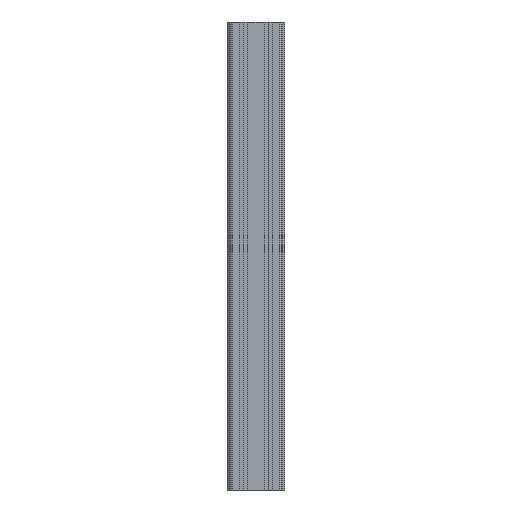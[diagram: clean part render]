
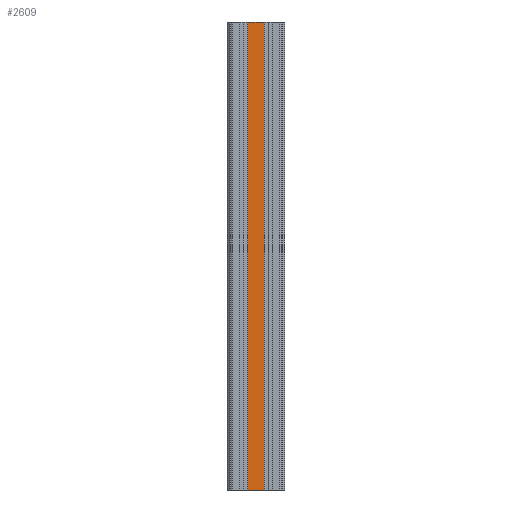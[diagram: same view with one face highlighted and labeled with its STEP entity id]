
A CAD part, left-side view. The second image highlights one B-rep face of the part: STEP entity #2609.
In plain terms, the highlighted planar face has unit normal (-1, 0, 0).
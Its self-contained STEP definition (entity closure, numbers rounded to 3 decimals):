
#229=FACE_OUTER_BOUND('',#363,.T.);
#363=EDGE_LOOP('',(#2194,#2195,#2196,#2197));
#501=LINE('',#3584,#821);
#621=LINE('',#3878,#941);
#727=LINE('',#4107,#1047);
#728=LINE('',#4109,#1048);
#821=VECTOR('',#2895,13.4);
#941=VECTOR('',#3071,13.4);
#1047=VECTOR('',#3311,375.);
#1048=VECTOR('',#3314,375.);
#1150=VERTEX_POINT('',#3581);
#1151=VERTEX_POINT('',#3583);
#1296=VERTEX_POINT('',#3875);
#1297=VERTEX_POINT('',#3877);
#1394=EDGE_CURVE('',#1151,#1150,#501,.T.);
#1540=EDGE_CURVE('',#1296,#1297,#621,.T.);
#1655=EDGE_CURVE('',#1297,#1150,#727,.T.);
#1656=EDGE_CURVE('',#1296,#1151,#728,.T.);
#2194=ORIENTED_EDGE('',*,*,#1655,.F.);
#2195=ORIENTED_EDGE('',*,*,#1540,.F.);
#2196=ORIENTED_EDGE('',*,*,#1656,.T.);
#2197=ORIENTED_EDGE('',*,*,#1394,.T.);
#2496=PLANE('',#2779);
#2609=ADVANCED_FACE('',(#229),#2496,.T.);
#2779=AXIS2_PLACEMENT_3D('',#4108,#3312,#3313);
#2895=DIRECTION('',(0.,-1.,0.));
#3071=DIRECTION('',(0.,-1.,0.));
#3311=DIRECTION('',(0.,0.,-1.));
#3312=DIRECTION('center_axis',(-1.,0.,0.));
#3313=DIRECTION('ref_axis',(0.,0.,1.));
#3314=DIRECTION('',(0.,0.,-1.));
#3581=CARTESIAN_POINT('',(-10.,-6.7,-275.));
#3583=CARTESIAN_POINT('',(-10.,6.7,-275.));
#3584=CARTESIAN_POINT('',(-10.,-6.7,-275.));
#3875=CARTESIAN_POINT('',(-10.,6.7,100.));
#3877=CARTESIAN_POINT('',(-10.,-6.7,100.));
#3878=CARTESIAN_POINT('',(-10.,6.7,100.));
#4107=CARTESIAN_POINT('',(-10.,-6.7,0.));
#4108=CARTESIAN_POINT('Origin',(-10.,6.7,0.));
#4109=CARTESIAN_POINT('',(-10.,6.7,0.));
